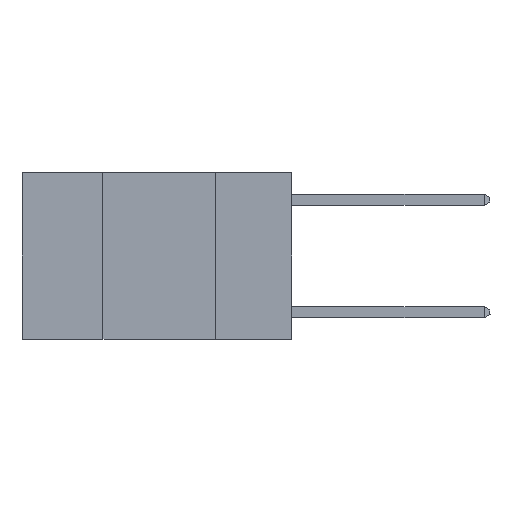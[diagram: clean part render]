
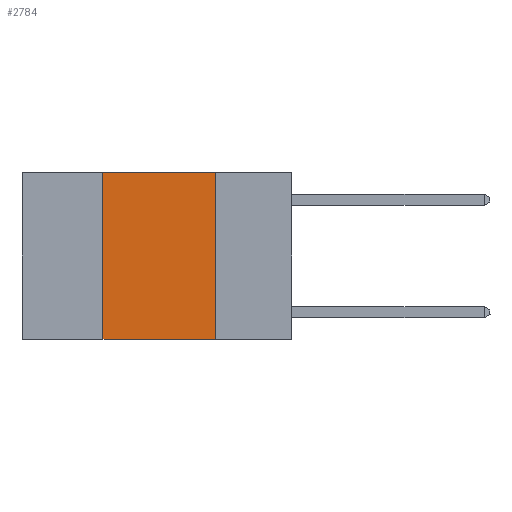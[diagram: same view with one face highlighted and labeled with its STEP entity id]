
A CAD part, left-side view. The second image highlights one B-rep face of the part: STEP entity #2784.
In plain terms, the highlighted planar face has unit normal (-1, 0, 0).
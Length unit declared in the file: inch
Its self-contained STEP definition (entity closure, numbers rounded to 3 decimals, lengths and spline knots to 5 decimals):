
#123 = VECTOR ( 'NONE', #2547, 39.37008 ) ;
#364 = CARTESIAN_POINT ( 'NONE',  ( 0., 0.6, 0. ) ) ;
#368 = LINE ( 'NONE', #8694, #9821 ) ;
#1256 = ORIENTED_EDGE ( 'NONE', *, *, #11666, .F. ) ;
#1336 = DIRECTION ( 'NONE',  ( 0., -1., 0. ) ) ;
#2002 = ORIENTED_EDGE ( 'NONE', *, *, #6118, .F. ) ;
#2547 = DIRECTION ( 'NONE',  ( 0., 0., -1. ) ) ;
#2784 = ADVANCED_FACE ( 'NONE', ( #10828 ), #7900, .F. ) ;
#2850 = DIRECTION ( 'NONE',  ( 1., 0., 0. ) ) ;
#3458 = CARTESIAN_POINT ( 'NONE',  ( 0., 0.17, -0.37 ) ) ;
#3778 = CARTESIAN_POINT ( 'NONE',  ( 0., 0.42, -0.37 ) ) ;
#4584 = AXIS2_PLACEMENT_3D ( 'NONE', #364, #2850, #8776 ) ;
#5212 = VECTOR ( 'NONE', #9988, 39.37008 ) ;
#5426 = ORIENTED_EDGE ( 'NONE', *, *, #6609, .T. ) ;
#5755 = CARTESIAN_POINT ( 'NONE',  ( 0., 0.6, 0. ) ) ;
#6118 = EDGE_CURVE ( 'NONE', #10068, #7398, #6893, .T. ) ;
#6609 = EDGE_CURVE ( 'NONE', #10068, #7247, #368, .T. ) ;
#6661 = VECTOR ( 'NONE', #8893, 39.37008 ) ;
#6893 = LINE ( 'NONE', #8929, #6661 ) ;
#7206 = CARTESIAN_POINT ( 'NONE',  ( 0., 0.17, 0. ) ) ;
#7247 = VERTEX_POINT ( 'NONE', #3458 ) ;
#7398 = VERTEX_POINT ( 'NONE', #8801 ) ;
#7844 = VERTEX_POINT ( 'NONE', #9418 ) ;
#7900 = PLANE ( 'NONE',  #4584 ) ;
#8103 = LINE ( 'NONE', #7206, #123 ) ;
#8694 = CARTESIAN_POINT ( 'NONE',  ( 0., 0.6, -0.37 ) ) ;
#8776 = DIRECTION ( 'NONE',  ( 0., 0., -1. ) ) ;
#8801 = CARTESIAN_POINT ( 'NONE',  ( 0., 0.42, 0. ) ) ;
#8893 = DIRECTION ( 'NONE',  ( 0., 0., 1. ) ) ;
#8929 = CARTESIAN_POINT ( 'NONE',  ( 0., 0.42, 0. ) ) ;
#9418 = CARTESIAN_POINT ( 'NONE',  ( 0., 0.17, 0. ) ) ;
#9811 = EDGE_LOOP ( 'NONE', ( #1256, #10437, #2002, #5426 ) ) ;
#9821 = VECTOR ( 'NONE', #1336, 39.37008 ) ;
#9988 = DIRECTION ( 'NONE',  ( 0., -1., 0. ) ) ;
#10034 = LINE ( 'NONE', #5755, #5212 ) ;
#10068 = VERTEX_POINT ( 'NONE', #3778 ) ;
#10437 = ORIENTED_EDGE ( 'NONE', *, *, #10891, .F. ) ;
#10828 = FACE_OUTER_BOUND ( 'NONE', #9811, .T. ) ;
#10891 = EDGE_CURVE ( 'NONE', #7398, #7844, #10034, .T. ) ;
#11666 = EDGE_CURVE ( 'NONE', #7844, #7247, #8103, .T. ) ;
